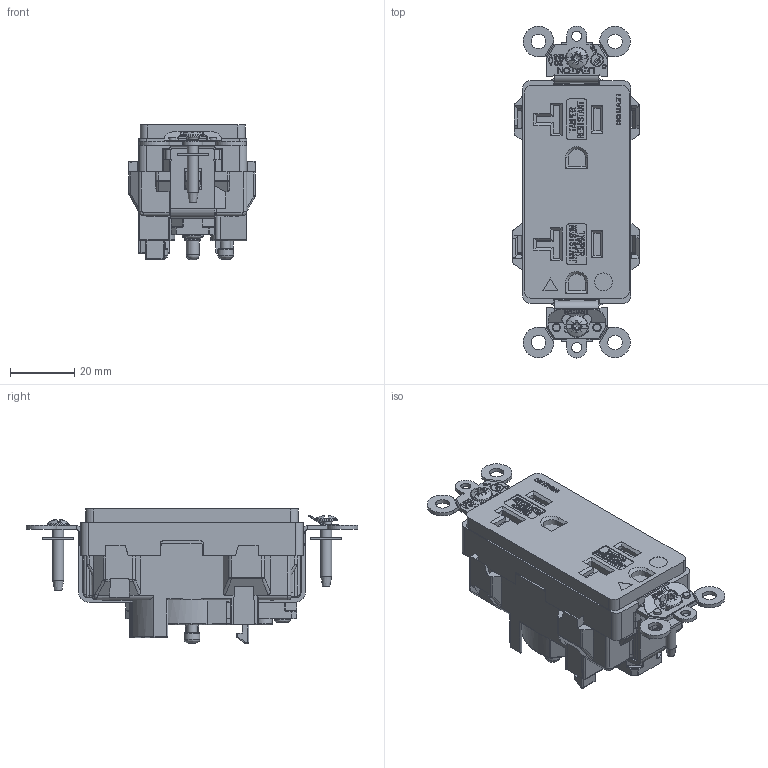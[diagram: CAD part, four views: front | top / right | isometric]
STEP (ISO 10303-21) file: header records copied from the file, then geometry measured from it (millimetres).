
FILE_DESCRIPTION (( 'STEP AP214' ), '1' );
FILE_NAME ('CATSTD-MDT83-IGX-M01.STEP', '2020-10-13T16:43:37', ( '' ), ( '' ), 'SwSTEP 2.0', 'SolidWorks 2020', '' );
FILE_SCHEMA (( 'AUTOMOTIVE_DESIGN' ));
Length unit declared in the file: inch
Products named in the file (1): CATSTD-MDT83-IGX-M01
Bounding box: 39.34 x 103.38 x 42.23 mm (x, y, z)
Volume: 73298.7 mm3; surface area: 38475.2 mm2
Topology: 9 solids, 16 shells, 5575 faces, 15508 edges, 10127 vertices
Faces by surface type: plane 4529, cylinder 743, bspline 242, cone 48, torus 7, sphere 6
Full cylindrical faces by diameter (mm): 1.321 x2, 2.184 x4, 2.362 x2, 2.388 x1, 2.438 x4, 2.858 x2, 2.946 x2, 2.997 x2, 3.112 x2, 3.2 x4, 3.226 x4, 3.251 x2, 3.302 x3, 3.404 x2, 3.683 x2, 3.725 x1, 3.734 x1, 3.979 x1, 4.064 x1, 4.521 x4, 4.724 x1, 4.953 x2, 4.978 x1, 5.08 x3, 5.156 x2, 5.537 x1, 6.604 x1, 6.858 x2
Entity records: 264197 total; most frequent: CARTESIAN_POINT 52112, ORIENTED_EDGE 30610, DIRECTION 26216, EDGE_CURVE 15305, VECTOR 13132, LINE 13132, VERTEX_POINT 10042, AXIS2_PLACEMENT_3D 6542
